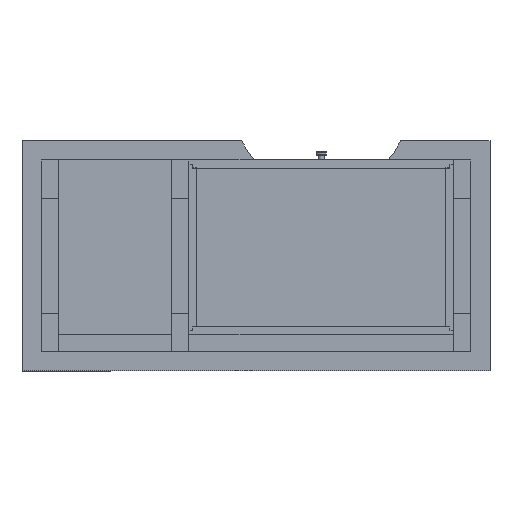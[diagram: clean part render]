
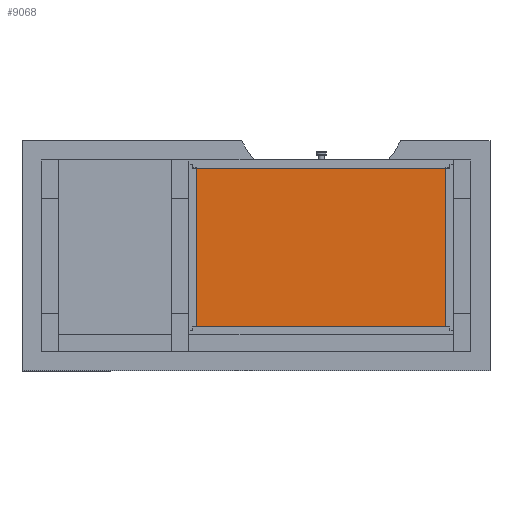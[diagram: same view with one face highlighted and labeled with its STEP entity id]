
A CAD part, front view. The second image highlights one B-rep face of the part: STEP entity #9068.
In plain terms, the highlighted planar face has unit normal (0, -1, 0).
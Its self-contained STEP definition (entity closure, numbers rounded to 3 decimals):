
#8936=EDGE_CURVE('',#8937,#8939,#8941,.T.);
#8937=VERTEX_POINT('',#8938);
#8938=CARTESIAN_POINT('',(335.0,0.0,217.0));
#8939=VERTEX_POINT('',#8940);
#8940=CARTESIAN_POINT('',(335.0,0.0,-217.0));
#8941=LINE('',#8942,#8943);
#8942=CARTESIAN_POINT('',(335.0,0.0,217.0));
#8943=VECTOR('',#8944,1.0);
#8944=DIRECTION('',(0.0,0.0,-1.0));
#8976=EDGE_CURVE('',#8939,#8977,#8979,.T.);
#8977=VERTEX_POINT('',#8978);
#8978=CARTESIAN_POINT('',(-335.0,0.0,-217.0));
#8979=LINE('',#8980,#8981);
#8980=CARTESIAN_POINT('',(-335.0,0.0,-217.0));
#8981=VECTOR('',#8982,1.0);
#8982=DIRECTION('',(-1.0,0.0,0.0));
#9007=EDGE_CURVE('',#8977,#9008,#9010,.T.);
#9008=VERTEX_POINT('',#9009);
#9009=CARTESIAN_POINT('',(-335.0,0.0,217.0));
#9010=LINE('',#9011,#9012);
#9011=CARTESIAN_POINT('',(-335.0,0.0,217.0));
#9012=VECTOR('',#9013,1.0);
#9013=DIRECTION('',(0.0,0.0,1.0));
#9038=EDGE_CURVE('',#9008,#8937,#9039,.T.);
#9039=LINE('',#9040,#9041);
#9040=CARTESIAN_POINT('',(-335.0,0.0,217.0));
#9041=VECTOR('',#9042,1.0);
#9042=DIRECTION('',(1.0,0.0,0.0));
#9068=ADVANCED_FACE('',(#9069),#9075,.T.);
#9069=FACE_BOUND('',#9070,.T.);
#9070=EDGE_LOOP('',(#9071,#9072,#9073,#9074));
#9071=ORIENTED_EDGE('',*,*,#8936,.F.);
#9072=ORIENTED_EDGE('',*,*,#9038,.F.);
#9073=ORIENTED_EDGE('',*,*,#9007,.F.);
#9074=ORIENTED_EDGE('',*,*,#8976,.F.);
#9075=PLANE('',#9076);
#9076=AXIS2_PLACEMENT_3D('',#9077,#9078,#9079);
#9077=CARTESIAN_POINT('',(0.0,0.0,0.0));
#9078=DIRECTION('',(0.0,-1.0,0.0));
#9079=DIRECTION('',(0.0,0.0,-1.0));
